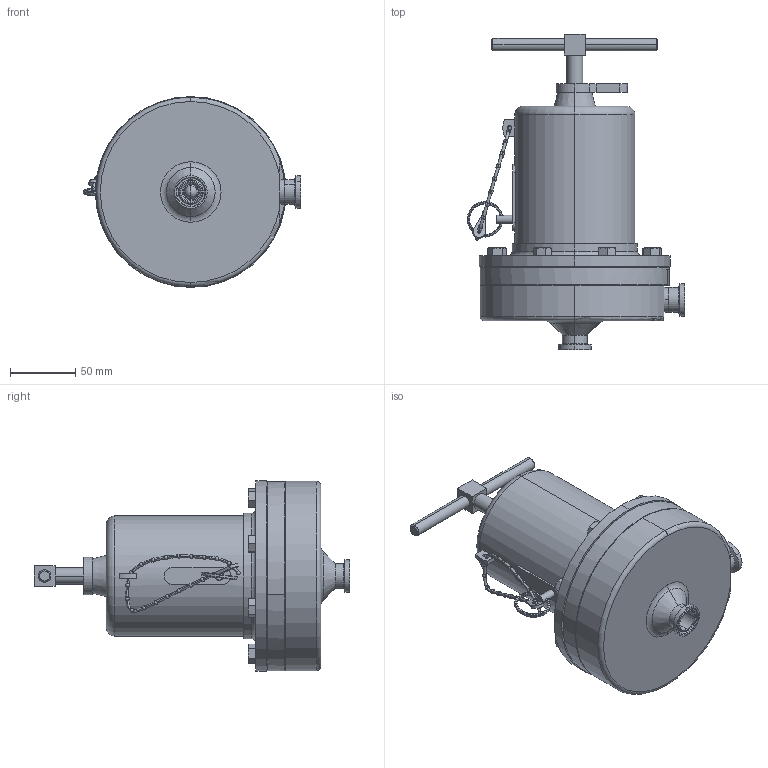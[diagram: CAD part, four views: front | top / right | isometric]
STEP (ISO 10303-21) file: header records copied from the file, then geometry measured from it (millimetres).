
FILE_DESCRIPTION (( 'STEP AP203' ), '1' );
FILE_NAME ('95-96-075.STEP', '2015-08-19T12:30:27', ( '' ), ( '' ), 'SwSTEP 2.0', 'SolidWorks 2014', '' );
FILE_SCHEMA (( 'CONFIG_CONTROL_DESIGN' ));
Length unit declared in the file: inch
Products named in the file (1): 95-96-075
Bounding box: 166.31 x 241.3 x 146.05 mm (x, y, z)
Volume: 768295.4 mm3; surface area: 229827.7 mm2
Topology: 19 solids, 19 shells, 758 faces, 1791 edges, 1115 vertices
Faces by surface type: plane 265, cylinder 197, cone 159, torus 85, bspline 46, sphere 6
Entity records: 39592 total; most frequent: CARTESIAN_POINT 22302, DIRECTION 3611, ORIENTED_EDGE 3536, EDGE_CURVE 1768, AXIS2_PLACEMENT_3D 1459, VERTEX_POINT 1112, EDGE_LOOP 878, ADVANCED_FACE 758
